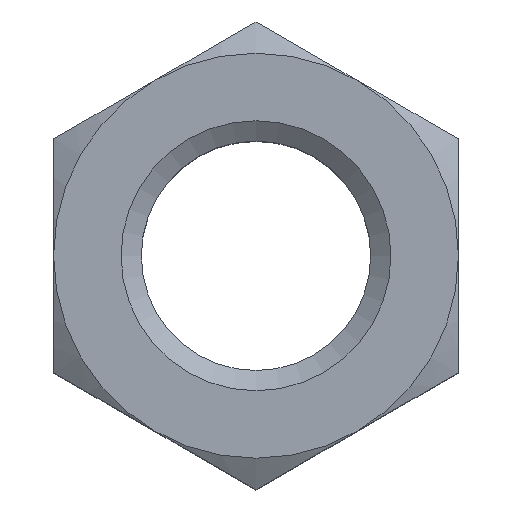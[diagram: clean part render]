
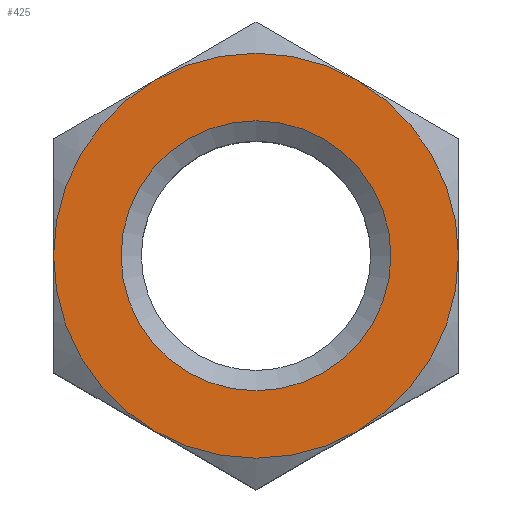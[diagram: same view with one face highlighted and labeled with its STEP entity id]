
A CAD part, top view. The second image highlights one B-rep face of the part: STEP entity #425.
In plain terms, the highlighted planar face has unit normal (0, 0, 1).
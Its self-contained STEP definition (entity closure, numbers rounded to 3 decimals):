
#4 = AXIS2_PLACEMENT_3D ( 'NONE', #341, #509, #570 ) ;
#10 = AXIS2_PLACEMENT_3D ( 'NONE', #286, #391, #20 ) ;
#11 = DIRECTION ( 'NONE',  ( 1., 0., 0. ) ) ;
#20 = DIRECTION ( 'NONE',  ( 1., 0., 0. ) ) ;
#23 = CARTESIAN_POINT ( 'NONE',  ( -9., 0., 0. ) ) ;
#42 = EDGE_CURVE ( 'NONE', #283, #198, #238, .T. ) ;
#48 = EDGE_CURVE ( 'NONE', #426, #676, #76, .T. ) ;
#76 = CIRCLE ( 'NONE', #10, 9. ) ;
#91 = DIRECTION ( 'NONE',  ( 0., 0., 1. ) ) ;
#106 = CARTESIAN_POINT ( 'NONE',  ( 6., 0., 0. ) ) ;
#111 = EDGE_CURVE ( 'NONE', #330, #330, #374, .T. ) ;
#125 = EDGE_CURVE ( 'NONE', #198, #557, #130, .T. ) ;
#130 = CIRCLE ( 'NONE', #4, 9. ) ;
#153 = DIRECTION ( 'NONE',  ( 0., 0., 1. ) ) ;
#154 = CIRCLE ( 'NONE', #665, 9. ) ;
#155 = VERTEX_POINT ( 'NONE', #526 ) ;
#166 = DIRECTION ( 'NONE',  ( 0., 0., 1. ) ) ;
#195 = PLANE ( 'NONE',  #672 ) ;
#197 = CIRCLE ( 'NONE', #670, 9. ) ;
#198 = VERTEX_POINT ( 'NONE', #411 ) ;
#202 = DIRECTION ( 'NONE',  ( 1., 0., 0. ) ) ;
#238 = CIRCLE ( 'NONE', #661, 9. ) ;
#253 = AXIS2_PLACEMENT_3D ( 'NONE', #264, #91, #202 ) ;
#261 = FACE_BOUND ( 'NONE', #483, .T. ) ;
#264 = CARTESIAN_POINT ( 'NONE',  ( 0., 0., 0. ) ) ;
#283 = VERTEX_POINT ( 'NONE', #353 ) ;
#286 = CARTESIAN_POINT ( 'NONE',  ( 0., 0., 0. ) ) ;
#289 = ORIENTED_EDGE ( 'NONE', *, *, #384, .T. ) ;
#291 = DIRECTION ( 'NONE',  ( 0., 0., 1. ) ) ;
#310 = EDGE_LOOP ( 'NONE', ( #515, #713, #412, #539, #289, #498 ) ) ;
#312 = CARTESIAN_POINT ( 'NONE',  ( 9., 0., 0. ) ) ;
#321 = CARTESIAN_POINT ( 'NONE',  ( -18., 0., 0. ) ) ;
#330 = VERTEX_POINT ( 'NONE', #106 ) ;
#339 = CARTESIAN_POINT ( 'NONE',  ( 0., 0., 0. ) ) ;
#341 = CARTESIAN_POINT ( 'NONE',  ( 0., 0., 0. ) ) ;
#353 = CARTESIAN_POINT ( 'NONE',  ( -4.5, -7.794, 0. ) ) ;
#374 = CIRCLE ( 'NONE', #717, 6. ) ;
#384 = EDGE_CURVE ( 'NONE', #676, #283, #543, .T. ) ;
#391 = DIRECTION ( 'NONE',  ( 0., 0., 1. ) ) ;
#397 = CARTESIAN_POINT ( 'NONE',  ( 0., 0., 0. ) ) ;
#401 = CARTESIAN_POINT ( 'NONE',  ( 0., 0., 0. ) ) ;
#411 = CARTESIAN_POINT ( 'NONE',  ( 4.5, -7.794, 0. ) ) ;
#412 = ORIENTED_EDGE ( 'NONE', *, *, #709, .T. ) ;
#425 = ADVANCED_FACE ( 'NONE', ( #261, #537 ), #195, .T. ) ;
#426 = VERTEX_POINT ( 'NONE', #589 ) ;
#448 = DIRECTION ( 'NONE',  ( 1., 0., 0. ) ) ;
#453 = DIRECTION ( 'NONE',  ( 1., 0., 0. ) ) ;
#483 = EDGE_LOOP ( 'NONE', ( #577 ) ) ;
#498 = ORIENTED_EDGE ( 'NONE', *, *, #42, .T. ) ;
#501 = EDGE_CURVE ( 'NONE', #557, #155, #154, .T. ) ;
#509 = DIRECTION ( 'NONE',  ( 0., 0., 1. ) ) ;
#515 = ORIENTED_EDGE ( 'NONE', *, *, #125, .T. ) ;
#526 = CARTESIAN_POINT ( 'NONE',  ( 4.5, 7.794, 0. ) ) ;
#537 = FACE_OUTER_BOUND ( 'NONE', #310, .T. ) ;
#539 = ORIENTED_EDGE ( 'NONE', *, *, #48, .T. ) ;
#543 = CIRCLE ( 'NONE', #253, 9. ) ;
#553 = CARTESIAN_POINT ( 'NONE',  ( 0., 0., 0. ) ) ;
#557 = VERTEX_POINT ( 'NONE', #312 ) ;
#570 = DIRECTION ( 'NONE',  ( 1., 0., 0. ) ) ;
#577 = ORIENTED_EDGE ( 'NONE', *, *, #111, .F. ) ;
#589 = CARTESIAN_POINT ( 'NONE',  ( -4.5, 7.794, 0. ) ) ;
#630 = DIRECTION ( 'NONE',  ( 0., 0., 1. ) ) ;
#650 = DIRECTION ( 'NONE',  ( 1., 0., 0. ) ) ;
#654 = DIRECTION ( 'NONE',  ( 0., 0., 1. ) ) ;
#661 = AXIS2_PLACEMENT_3D ( 'NONE', #339, #291, #448 ) ;
#665 = AXIS2_PLACEMENT_3D ( 'NONE', #397, #166, #453 ) ;
#670 = AXIS2_PLACEMENT_3D ( 'NONE', #553, #153, #671 ) ;
#671 = DIRECTION ( 'NONE',  ( 1., 0., 0. ) ) ;
#672 = AXIS2_PLACEMENT_3D ( 'NONE', #321, #654, #650 ) ;
#676 = VERTEX_POINT ( 'NONE', #23 ) ;
#709 = EDGE_CURVE ( 'NONE', #155, #426, #197, .T. ) ;
#713 = ORIENTED_EDGE ( 'NONE', *, *, #501, .T. ) ;
#717 = AXIS2_PLACEMENT_3D ( 'NONE', #401, #630, #11 ) ;
